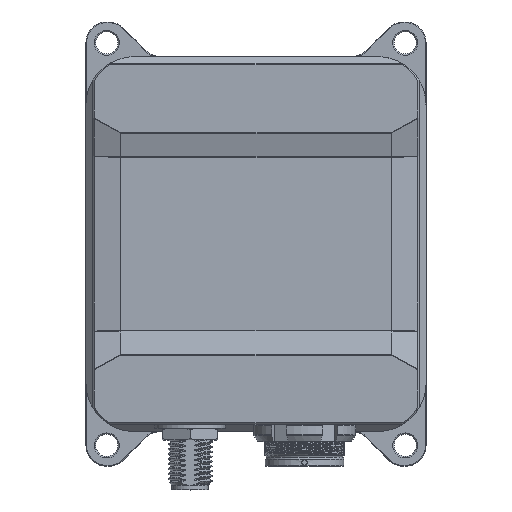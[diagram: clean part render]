
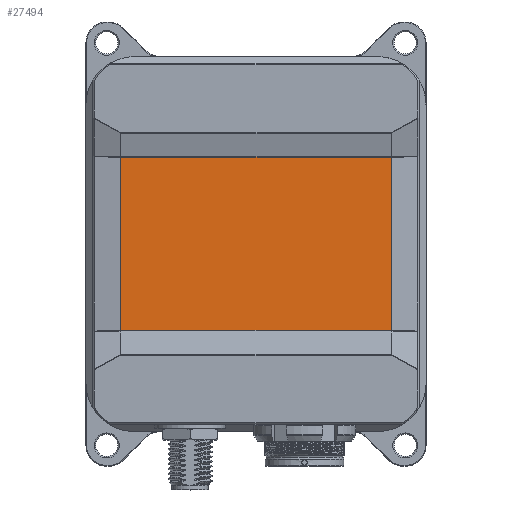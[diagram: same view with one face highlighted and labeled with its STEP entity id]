
A CAD part, top view. The second image highlights one B-rep face of the part: STEP entity #27494.
In plain terms, the highlighted face is planar.
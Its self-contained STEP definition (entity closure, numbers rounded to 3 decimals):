
#1261=PLANE('',#29402);
#2167=FACE_OUTER_BOUND('',#3818,.T.);
#3818=EDGE_LOOP('',(#20438,#20439,#20440,#20441));
#7772=LINE('',#80684,#9601);
#7774=LINE('',#80693,#9603);
#7775=LINE('',#80694,#9604);
#7776=LINE('',#80695,#9605);
#9601=VECTOR('',#33603,10.);
#9603=VECTOR('',#33611,10.);
#9604=VECTOR('',#33612,10.);
#9605=VECTOR('',#33613,10.);
#11700=VERTEX_POINT('',#80682);
#11701=VERTEX_POINT('',#80683);
#11704=VERTEX_POINT('',#80691);
#11705=VERTEX_POINT('',#80692);
#14901=EDGE_CURVE('',#11700,#11701,#7772,.T.);
#14905=EDGE_CURVE('',#11704,#11705,#7774,.T.);
#14906=EDGE_CURVE('',#11701,#11704,#7775,.T.);
#14907=EDGE_CURVE('',#11705,#11700,#7776,.T.);
#20438=ORIENTED_EDGE('',*,*,#14905,.F.);
#20439=ORIENTED_EDGE('',*,*,#14906,.F.);
#20440=ORIENTED_EDGE('',*,*,#14901,.F.);
#20441=ORIENTED_EDGE('',*,*,#14907,.F.);
#27494=ADVANCED_FACE('',(#2167),#1261,.F.);
#29402=AXIS2_PLACEMENT_3D('',#80690,#33609,#33610);
#33603=DIRECTION('',(-1.,0.,0.));
#33609=DIRECTION('center_axis',(0.,1.,0.));
#33610=DIRECTION('ref_axis',(0.,0.,1.));
#33611=DIRECTION('',(1.,0.,0.));
#33612=DIRECTION('',(0.,0.,1.));
#33613=DIRECTION('',(0.,0.,-1.));
#80682=CARTESIAN_POINT('',(42.981,1.,-38.477));
#80683=CARTESIAN_POINT('',(4.019,1.,-38.477));
#80684=CARTESIAN_POINT('',(0.,1.,-38.477));
#80690=CARTESIAN_POINT('Origin',(0.,1.,-40.513));
#80691=CARTESIAN_POINT('',(4.019,1.,-13.523));
#80692=CARTESIAN_POINT('',(42.981,1.,-13.523));
#80693=CARTESIAN_POINT('',(0.,1.,-13.523));
#80694=CARTESIAN_POINT('',(4.019,1.,-43.384));
#80695=CARTESIAN_POINT('',(42.981,1.,-30.384));
